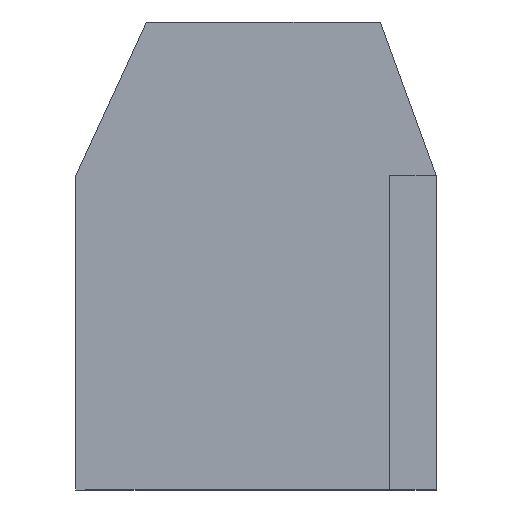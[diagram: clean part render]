
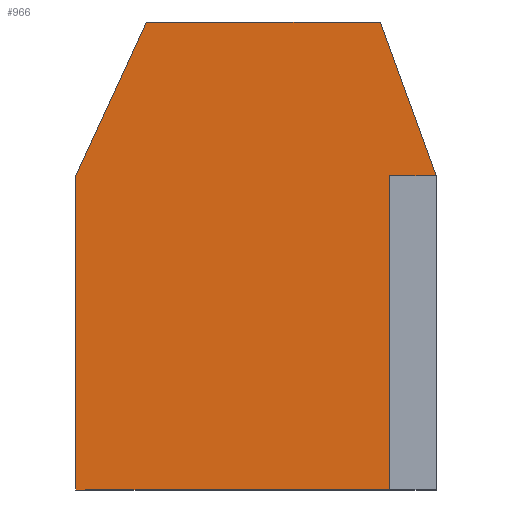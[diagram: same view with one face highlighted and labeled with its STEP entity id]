
A CAD part, front view. The second image highlights one B-rep face of the part: STEP entity #966.
In plain terms, the highlighted planar face has unit normal (0, -1, 0).
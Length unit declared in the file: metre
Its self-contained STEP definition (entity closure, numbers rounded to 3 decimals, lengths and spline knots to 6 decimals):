
#202=ORIENTED_EDGE('',*,*,#345,.F.);
#203=ORIENTED_EDGE('',*,*,#343,.F.);
#204=ORIENTED_EDGE('',*,*,#371,.F.);
#205=ORIENTED_EDGE('',*,*,#368,.F.);
#206=ORIENTED_EDGE('',*,*,#388,.F.);
#207=ORIENTED_EDGE('',*,*,#389,.F.);
#208=ORIENTED_EDGE('',*,*,#386,.F.);
#343=EDGE_CURVE('',#452,#457,#550,.T.);
#345=EDGE_CURVE('',#457,#458,#552,.T.);
#368=EDGE_CURVE('',#478,#479,#575,.T.);
#371=EDGE_CURVE('',#479,#452,#578,.T.);
#386=EDGE_CURVE('',#458,#488,#593,.T.);
#388=EDGE_CURVE('',#489,#478,#595,.T.);
#389=EDGE_CURVE('',#488,#489,#596,.T.);
#452=VERTEX_POINT('',#1415);
#457=VERTEX_POINT('',#1430);
#458=VERTEX_POINT('',#1434);
#478=VERTEX_POINT('',#1484);
#479=VERTEX_POINT('',#1486);
#488=VERTEX_POINT('',#1521);
#489=VERTEX_POINT('',#1525);
#550=LINE('',#1431,#671);
#552=LINE('',#1435,#673);
#575=LINE('',#1485,#696);
#578=LINE('',#1491,#699);
#593=LINE('',#1520,#714);
#595=LINE('',#1524,#716);
#596=LINE('',#1526,#717);
#671=VECTOR('',#1172,1.);
#673=VECTOR('',#1176,1.);
#696=VECTOR('',#1213,1.);
#699=VECTOR('',#1218,1.);
#714=VECTOR('',#1247,1.);
#716=VECTOR('',#1251,1.);
#717=VECTOR('',#1252,1.);
#794=EDGE_LOOP('',(#202,#203,#204,#205,#206,#207,#208));
#863=FACE_BOUND('',#794,.T.);
#913=PLANE('',#1040);
#966=ADVANCED_FACE('',(#863),#913,.F.);
#1040=AXIS2_PLACEMENT_3D('',#1523,#1249,#1250);
#1172=DIRECTION('',(-1.,0.,0.));
#1176=DIRECTION('',(0.,0.,-1.));
#1213=DIRECTION('',(1.,0.,0.));
#1218=DIRECTION('',(0.342,0.,-0.94));
#1247=DIRECTION('',(-1.,0.,0.));
#1249=DIRECTION('',(0.,1.,0.));
#1250=DIRECTION('',(0.,0.,1.));
#1251=DIRECTION('',(0.418,0.,0.909));
#1252=DIRECTION('',(0.,0.,1.));
#1415=CARTESIAN_POINT('',(-0.004719,-0.01,0.008366));
#1430=CARTESIAN_POINT('',(-0.00571,-0.01,0.008366));
#1431=CARTESIAN_POINT('',(-0.006629,-0.01,0.008366));
#1434=CARTESIAN_POINT('',(-0.00571,-0.01,0.001646));
#1435=CARTESIAN_POINT('',(-0.00571,-0.01,0.007331));
#1484=CARTESIAN_POINT('',(-0.010911,-0.01,0.011646));
#1485=CARTESIAN_POINT('',(-0.010911,-0.01,0.011646));
#1486=CARTESIAN_POINT('',(-0.005911,-0.01,0.011646));
#1491=CARTESIAN_POINT('',(-0.005911,-0.01,0.011646));
#1520=CARTESIAN_POINT('',(-0.004719,-0.01,0.001646));
#1521=CARTESIAN_POINT('',(-0.012419,-0.01,0.001646));
#1523=CARTESIAN_POINT('',(-0.00854,-0.01,0.006295));
#1524=CARTESIAN_POINT('',(-0.012419,-0.01,0.008366));
#1525=CARTESIAN_POINT('',(-0.012419,-0.01,0.008366));
#1526=CARTESIAN_POINT('',(-0.012419,-0.01,0.001646));
